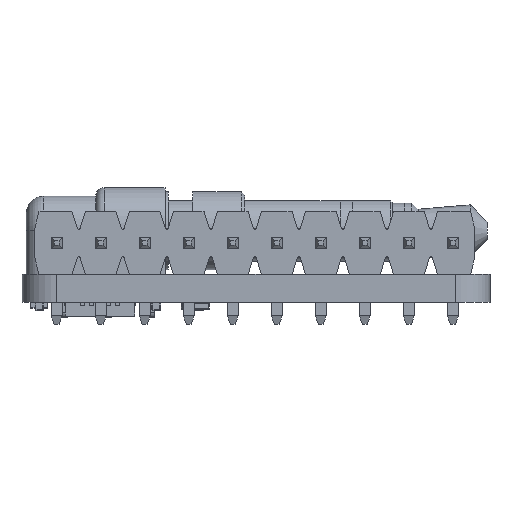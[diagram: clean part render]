
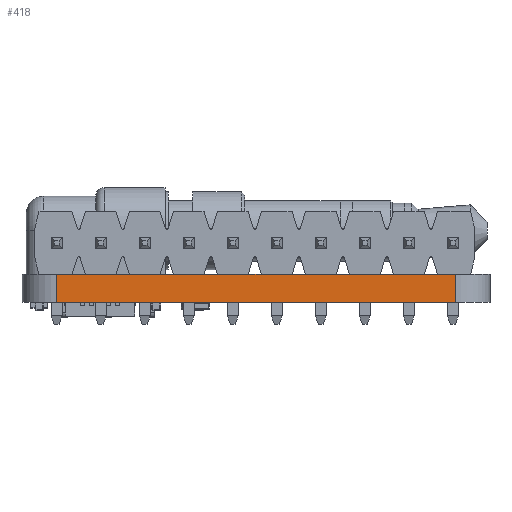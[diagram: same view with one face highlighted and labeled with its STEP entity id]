
A CAD part, front view. The second image highlights one B-rep face of the part: STEP entity #418.
In plain terms, the highlighted planar face has unit normal (0, -1, 0).
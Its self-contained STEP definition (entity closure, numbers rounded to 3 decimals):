
#391 = VERTEX_POINT('',#392);
#392 = CARTESIAN_POINT('',(25.,9.5,1.619));
#399 = EDGE_CURVE('',#400,#391,#402,.T.);
#400 = VERTEX_POINT('',#401);
#401 = CARTESIAN_POINT('',(25.,9.5,0.));
#402 = LINE('',#403,#404);
#403 = CARTESIAN_POINT('',(25.,9.5,0.));
#404 = VECTOR('',#405,1.);
#405 = DIRECTION('',(0.,0.,1.));
#418 = ADVANCED_FACE('',(#419),#444,.T.);
#419 = FACE_BOUND('',#420,.T.);
#420 = EDGE_LOOP('',(#421,#422,#430,#438));
#421 = ORIENTED_EDGE('',*,*,#399,.T.);
#422 = ORIENTED_EDGE('',*,*,#423,.T.);
#423 = EDGE_CURVE('',#391,#424,#426,.T.);
#424 = VERTEX_POINT('',#425);
#425 = CARTESIAN_POINT('',(2.,9.5,1.619));
#426 = LINE('',#427,#428);
#427 = CARTESIAN_POINT('',(25.,9.5,1.619));
#428 = VECTOR('',#429,1.);
#429 = DIRECTION('',(-1.,0.,0.));
#430 = ORIENTED_EDGE('',*,*,#431,.F.);
#431 = EDGE_CURVE('',#432,#424,#434,.T.);
#432 = VERTEX_POINT('',#433);
#433 = CARTESIAN_POINT('',(2.,9.5,0.));
#434 = LINE('',#435,#436);
#435 = CARTESIAN_POINT('',(2.,9.5,0.));
#436 = VECTOR('',#437,1.);
#437 = DIRECTION('',(0.,0.,1.));
#438 = ORIENTED_EDGE('',*,*,#439,.F.);
#439 = EDGE_CURVE('',#400,#432,#440,.T.);
#440 = LINE('',#441,#442);
#441 = CARTESIAN_POINT('',(25.,9.5,0.));
#442 = VECTOR('',#443,1.);
#443 = DIRECTION('',(-1.,0.,0.));
#444 = PLANE('',#445);
#445 = AXIS2_PLACEMENT_3D('',#446,#447,#448);
#446 = CARTESIAN_POINT('',(25.,9.5,0.));
#447 = DIRECTION('',(0.,-1.,0.));
#448 = DIRECTION('',(-1.,0.,0.));
